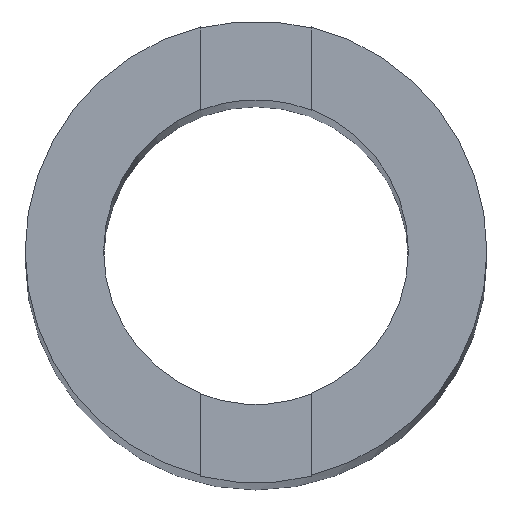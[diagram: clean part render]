
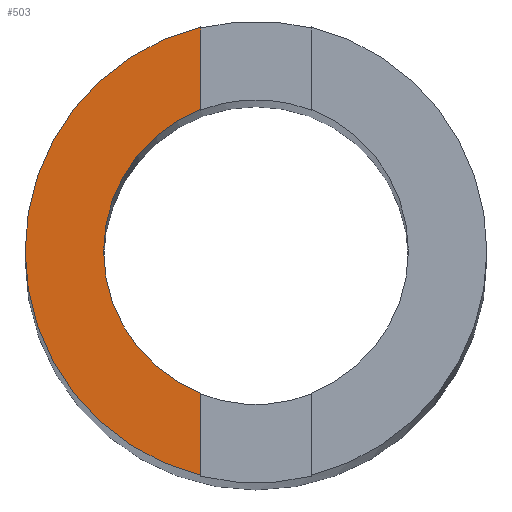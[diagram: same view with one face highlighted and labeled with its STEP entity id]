
A CAD part, top view. The second image highlights one B-rep face of the part: STEP entity #503.
In plain terms, the highlighted planar face has unit normal (0, 0, 1).
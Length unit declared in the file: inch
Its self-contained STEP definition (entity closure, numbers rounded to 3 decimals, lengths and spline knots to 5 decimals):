
#15 = AXIS2_PLACEMENT_3D ( 'NONE', #163, #157, #158 ) ;
#17 = EDGE_CURVE ( 'NONE', #320, #312, #421, .T. ) ;
#18 = EDGE_CURVE ( 'NONE', #468, #455, #292, .T. ) ;
#37 = EDGE_CURVE ( 'NONE', #297, #312, #392, .T. ) ;
#38 = EDGE_CURVE ( 'NONE', #293, #468, #403, .T. ) ;
#42 = EDGE_CURVE ( 'NONE', #293, #297, #382, .T. ) ;
#52 = AXIS2_PLACEMENT_3D ( 'NONE', #168, #167, #166 ) ;
#55 = EDGE_CURVE ( 'NONE', #455, #320, #365, .T. ) ;
#56 = AXIS2_PLACEMENT_3D ( 'NONE', #276, #275, #257 ) ;
#66 = AXIS2_PLACEMENT_3D ( 'NONE', #240, #241, #243 ) ;
#91 = AXIS2_PLACEMENT_3D ( 'NONE', #204, #203, #201 ) ;
#157 = DIRECTION ( 'NONE',  ( 0., 0., 1. ) ) ;
#158 = DIRECTION ( 'NONE',  ( 1., 0., 0. ) ) ;
#163 = CARTESIAN_POINT ( 'NONE',  ( 0., 0., 0.5 ) ) ;
#164 = CARTESIAN_POINT ( 'NONE',  ( -0.006, 0.02732, 0.5 ) ) ;
#166 = DIRECTION ( 'NONE',  ( 1., 0., 0. ) ) ;
#167 = DIRECTION ( 'NONE',  ( 0., 0., 1. ) ) ;
#168 = CARTESIAN_POINT ( 'NONE',  ( 0., 0., 0.5 ) ) ;
#176 = PLANE ( 'NONE',  #15 ) ;
#180 = CARTESIAN_POINT ( 'NONE',  ( -0.006, 0.01537, 0.5 ) ) ;
#186 = CARTESIAN_POINT ( 'NONE',  ( -0.0165, 0., 0.5 ) ) ;
#188 = CARTESIAN_POINT ( 'NONE',  ( -0.006, -0.01537, 0.5 ) ) ;
#191 = CARTESIAN_POINT ( 'NONE',  ( -0.025, 0., 0.5 ) ) ;
#193 = CARTESIAN_POINT ( 'NONE',  ( -0.006, 0.02427, 0.5 ) ) ;
#196 = CARTESIAN_POINT ( 'NONE',  ( -0.006, -0.02427, 0.5 ) ) ;
#201 = DIRECTION ( 'NONE',  ( 1., 0., 0. ) ) ;
#203 = DIRECTION ( 'NONE',  ( 0., 0., 1. ) ) ;
#204 = CARTESIAN_POINT ( 'NONE',  ( 0., 0., 0.5 ) ) ;
#235 = DIRECTION ( 'NONE',  ( 0., -1., 0. ) ) ;
#237 = CARTESIAN_POINT ( 'NONE',  ( -0.006, 0.02732, 0.5 ) ) ;
#240 = CARTESIAN_POINT ( 'NONE',  ( 0., 0., 0.5 ) ) ;
#241 = DIRECTION ( 'NONE',  ( 0., 0., 1. ) ) ;
#243 = DIRECTION ( 'NONE',  ( 1., 0., 0. ) ) ;
#257 = DIRECTION ( 'NONE',  ( 1., 0., 0. ) ) ;
#274 = DIRECTION ( 'NONE',  ( 0., -1., 0. ) ) ;
#275 = DIRECTION ( 'NONE',  ( 0., 0., 1. ) ) ;
#276 = CARTESIAN_POINT ( 'NONE',  ( 0., 0., 0.5 ) ) ;
#292 = CIRCLE ( 'NONE', #66, 0.0165 ) ;
#293 = VERTEX_POINT ( 'NONE', #193 ) ;
#297 = VERTEX_POINT ( 'NONE', #191 ) ;
#312 = VERTEX_POINT ( 'NONE', #196 ) ;
#320 = VERTEX_POINT ( 'NONE', #188 ) ;
#361 = FACE_OUTER_BOUND ( 'NONE', #428, .T. ) ;
#365 = CIRCLE ( 'NONE', #91, 0.0165 ) ;
#382 = CIRCLE ( 'NONE', #56, 0.025 ) ;
#388 = VECTOR ( 'NONE', #274, 39.37008 ) ;
#392 = CIRCLE ( 'NONE', #52, 0.025 ) ;
#403 = LINE ( 'NONE', #164, #388 ) ;
#420 = VECTOR ( 'NONE', #235, 39.37008 ) ;
#421 = LINE ( 'NONE', #237, #420 ) ;
#428 = EDGE_LOOP ( 'NONE', ( #466, #442, #456, #473, #471, #467 ) ) ;
#442 = ORIENTED_EDGE ( 'NONE', *, *, #42, .T. ) ;
#455 = VERTEX_POINT ( 'NONE', #186 ) ;
#456 = ORIENTED_EDGE ( 'NONE', *, *, #37, .T. ) ;
#466 = ORIENTED_EDGE ( 'NONE', *, *, #38, .F. ) ;
#467 = ORIENTED_EDGE ( 'NONE', *, *, #18, .F. ) ;
#468 = VERTEX_POINT ( 'NONE', #180 ) ;
#471 = ORIENTED_EDGE ( 'NONE', *, *, #55, .F. ) ;
#473 = ORIENTED_EDGE ( 'NONE', *, *, #17, .F. ) ;
#503 = ADVANCED_FACE ( 'NONE', ( #361 ), #176, .T. ) ;
